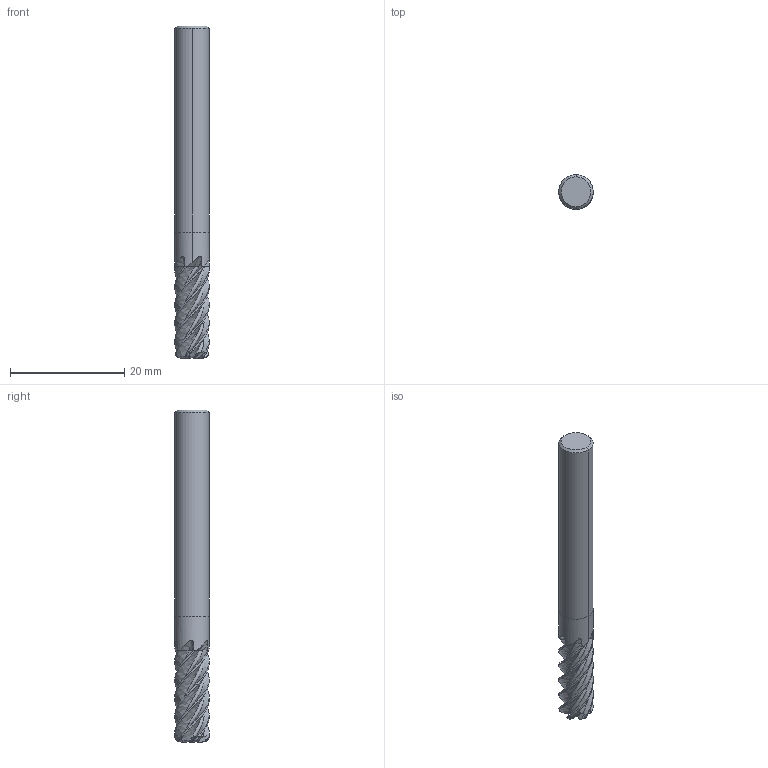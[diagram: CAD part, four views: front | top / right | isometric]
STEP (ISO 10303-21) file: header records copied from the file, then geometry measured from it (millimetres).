
FILE_DESCRIPTION(('no description'),'unknown implementation level');
FILE_NAME('K202293-6_1-Detail.stp',' ',('CIMSOURCE GmbH'),('CADClick - KiM GmbH - www.kimweb.de'),'unknown preprocess','ACIS','unknown authorization');
FILE_SCHEMA(('automotive_design'));
Length unit declared in the file: millimetre
Products named in the file (2): NOCUT; CUT
Bounding box: 6 x 6 x 58 mm (x, y, z)
Volume: 1438.7 mm3; surface area: 1577.1 mm2
Topology: 2 solids, 2 shells, 176 faces, 506 edges, 334 vertices
Faces by surface type: plane 70, bspline 48, revolution 24, cone 20, cylinder 8, torus 6
Entity records: 28270 total; most frequent: CARTESIAN_POINT 18485, STYLED_ITEM 1018, PRESENTATION_STYLE_ASSIGNMENT 1018, COLOUR_RGB 1018, ORIENTED_EDGE 1012, DIRECTION 658, EDGE_CURVE 506, CURVE_STYLE 506
